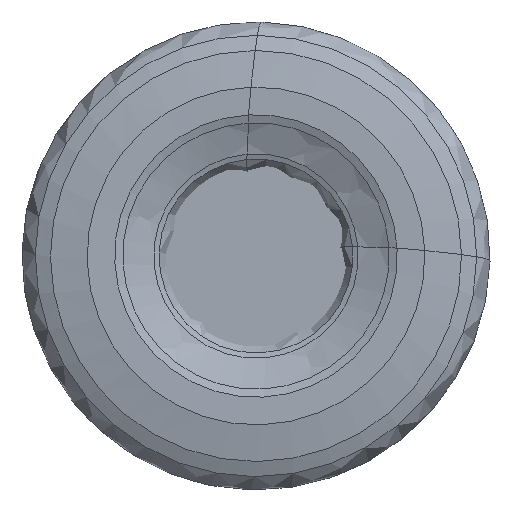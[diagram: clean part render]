
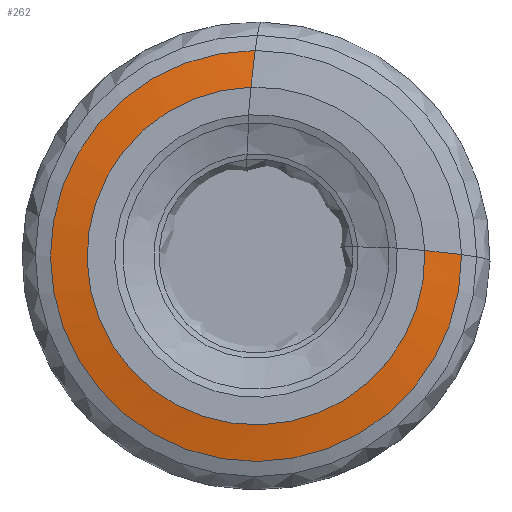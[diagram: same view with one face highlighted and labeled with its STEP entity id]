
A CAD part, left-side view. The second image highlights one B-rep face of the part: STEP entity #262.
In plain terms, the highlighted free-form (B-spline) face has degree [1, 3] with [2, 7] control points.
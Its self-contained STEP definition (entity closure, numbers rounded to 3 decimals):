
#54=LINE('',#1779,#84);
#55=LINE('',#1780,#85);
#84=VECTOR('',#1185,1.);
#85=VECTOR('',#1186,1.);
#130=(
BOUNDED_SURFACE()
B_SPLINE_SURFACE(1,3,((#1781,#1782,#1783,#1784,#1785,#1786,#1787),(#1788,
#1789,#1790,#1791,#1792,#1793,#1794)),.UNSPECIFIED.,.F.,.F.,.F.)
B_SPLINE_SURFACE_WITH_KNOTS((2,2),(4,3,4),(0.,1.),(0.,0.5,1.),
 .UNSPECIFIED.)
GEOMETRIC_REPRESENTATION_ITEM()
RATIONAL_B_SPLINE_SURFACE(((1.,0.588,0.588,1.,0.588,
0.588,1.),(1.,0.588,0.588,1.,0.588,
0.588,1.)))
REPRESENTATION_ITEM('')
SURFACE()
);
#174=FACE_OUTER_BOUND('',#414,.T.);
#262=ADVANCED_FACE('',(#174),#130,.F.);
#414=EDGE_LOOP('',(#554,#555,#556,#557));
#554=ORIENTED_EDGE('',*,*,#798,.F.);
#555=ORIENTED_EDGE('',*,*,#799,.F.);
#556=ORIENTED_EDGE('',*,*,#795,.T.);
#557=ORIENTED_EDGE('',*,*,#800,.F.);
#713=VERTEX_POINT('',#1758);
#714=VERTEX_POINT('',#1759);
#715=VERTEX_POINT('',#1777);
#716=VERTEX_POINT('',#1778);
#795=EDGE_CURVE('',#713,#714,#884,.T.);
#798=EDGE_CURVE('',#715,#716,#885,.T.);
#799=EDGE_CURVE('',#713,#715,#54,.T.);
#800=EDGE_CURVE('',#716,#714,#55,.T.);
#884=CIRCLE('',#984,15.134);
#885=CIRCLE('',#985,18.414);
#984=AXIS2_PLACEMENT_3D('',#1757,#1179,#1180);
#985=AXIS2_PLACEMENT_3D('',#1776,#1183,#1184);
#1179=DIRECTION('',(1.,0.,0.));
#1180=DIRECTION('',(0.,-0.999,0.033));
#1183=DIRECTION('',(1.,0.,0.));
#1184=DIRECTION('',(0.,-1.,0.007));
#1185=DIRECTION('',(0.172,-0.979,-0.11));
#1186=DIRECTION('',(-0.172,0.113,-0.979));
#1757=CARTESIAN_POINT('',(0.,0.,0.));
#1758=CARTESIAN_POINT('',(0.,-15.126,0.497));
#1759=CARTESIAN_POINT('',(0.,0.454,15.127));
#1776=CARTESIAN_POINT('',(0.577,0.,0.));
#1777=CARTESIAN_POINT('',(0.577,-18.414,0.128));
#1778=CARTESIAN_POINT('',(0.577,0.076,18.414));
#1779=CARTESIAN_POINT('',(0.,-15.126,0.497));
#1780=CARTESIAN_POINT('',(0.,0.454,15.127));
#1781=CARTESIAN_POINT('',(0.,-15.126,0.497));
#1782=CARTESIAN_POINT('',(0.,-15.646,-15.351));
#1783=CARTESIAN_POINT('',(0.,-1.199,-21.886));
#1784=CARTESIAN_POINT('',(0.,10.36,-11.032));
#1785=CARTESIAN_POINT('',(0.,21.919,-0.178));
#1786=CARTESIAN_POINT('',(0.,16.303,14.651));
#1787=CARTESIAN_POINT('',(0.,0.454,15.127));
#1788=CARTESIAN_POINT('',(0.577,-18.414,0.128));
#1789=CARTESIAN_POINT('',(0.577,-18.547,-19.166));
#1790=CARTESIAN_POINT('',(0.577,-0.769,-26.66));
#1791=CARTESIAN_POINT('',(0.577,12.949,-13.092));
#1792=CARTESIAN_POINT('',(0.577,26.666,0.475));
#1793=CARTESIAN_POINT('',(0.577,19.369,18.335));
#1794=CARTESIAN_POINT('',(0.577,0.076,18.414));
